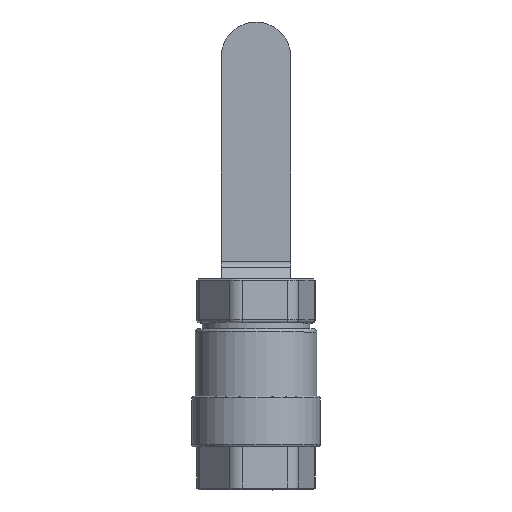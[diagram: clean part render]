
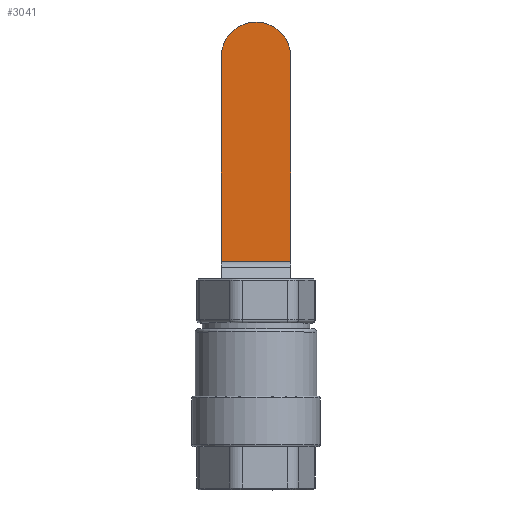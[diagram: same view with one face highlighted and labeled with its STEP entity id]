
A CAD part, top view. The second image highlights one B-rep face of the part: STEP entity #3041.
In plain terms, the highlighted planar face has unit normal (0, 0, 1).
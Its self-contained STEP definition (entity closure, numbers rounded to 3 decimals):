
#189=PLANE('',#3364);
#382=FACE_OUTER_BOUND('',#585,.T.);
#585=EDGE_LOOP('',(#2485,#2486,#2487,#2488));
#825=LINE('',#5053,#1044);
#826=LINE('',#5055,#1045);
#827=LINE('',#5056,#1046);
#1044=VECTOR('',#4093,10.);
#1045=VECTOR('',#4094,10.);
#1046=VECTOR('',#4095,10.);
#1205=CIRCLE('',#3365,10.);
#1429=VERTEX_POINT('',#5049);
#1430=VERTEX_POINT('',#5050);
#1431=VERTEX_POINT('',#5052);
#1432=VERTEX_POINT('',#5054);
#1799=EDGE_CURVE('',#1429,#1430,#1205,.T.);
#1800=EDGE_CURVE('',#1429,#1431,#825,.T.);
#1801=EDGE_CURVE('',#1431,#1432,#826,.T.);
#1802=EDGE_CURVE('',#1432,#1430,#827,.T.);
#2485=ORIENTED_EDGE('',*,*,#1799,.F.);
#2486=ORIENTED_EDGE('',*,*,#1800,.T.);
#2487=ORIENTED_EDGE('',*,*,#1801,.T.);
#2488=ORIENTED_EDGE('',*,*,#1802,.T.);
#3041=ADVANCED_FACE('',(#382),#189,.F.);
#3364=AXIS2_PLACEMENT_3D('',#5048,#4089,#4090);
#3365=AXIS2_PLACEMENT_3D('',#5051,#4091,#4092);
#4089=DIRECTION('center_axis',(0.,0.,-1.));
#4090=DIRECTION('ref_axis',(-1.,0.,0.));
#4091=DIRECTION('center_axis',(0.,0.,-1.));
#4092=DIRECTION('ref_axis',(0.707,-0.707,0.));
#4093=DIRECTION('',(-1.,0.,0.));
#4094=DIRECTION('',(0.,-1.,0.));
#4095=DIRECTION('',(1.,0.,0.));
#5048=CARTESIAN_POINT('Origin',(116.971,0.,-16.971));
#5049=CARTESIAN_POINT('',(106.971,10.,-16.971));
#5050=CARTESIAN_POINT('',(106.971,-10.,-16.971));
#5051=CARTESIAN_POINT('Origin',(106.971,0.,-16.971));
#5052=CARTESIAN_POINT('',(48.006,10.,-16.971));
#5053=CARTESIAN_POINT('',(46.971,10.,-16.971));
#5054=CARTESIAN_POINT('',(48.006,-10.,-16.971));
#5055=CARTESIAN_POINT('',(48.006,0.,-16.971));
#5056=CARTESIAN_POINT('',(46.971,-10.,-16.971));
